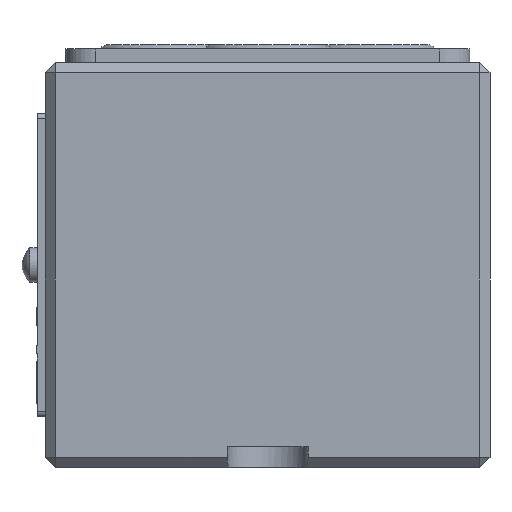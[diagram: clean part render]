
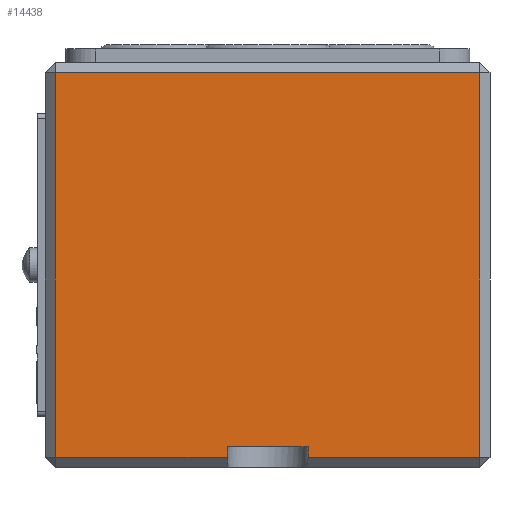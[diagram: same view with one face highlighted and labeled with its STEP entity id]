
A CAD part, left-side view. The second image highlights one B-rep face of the part: STEP entity #14438.
In plain terms, the highlighted planar face has unit normal (-1, 0, 0).
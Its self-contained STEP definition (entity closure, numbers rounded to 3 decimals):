
#7083=PLANE('',#27839);
#8010=FACE_OUTER_BOUND('',#15746,.T.);
#9010=LINE('',#33880,#11686);
#9011=LINE('',#33883,#11687);
#9012=LINE('',#33885,#11688);
#9013=LINE('',#33887,#11689);
#9014=LINE('',#33889,#11690);
#9015=LINE('',#33891,#11691);
#9016=LINE('',#33893,#11692);
#9017=LINE('',#33895,#11693);
#11686=VECTOR('',#28943,1.);
#11687=VECTOR('',#28944,1.);
#11688=VECTOR('',#28945,1.);
#11689=VECTOR('',#28946,1.);
#11690=VECTOR('',#28947,1.);
#11691=VECTOR('',#28948,1.);
#11692=VECTOR('',#28949,1.);
#11693=VECTOR('',#28950,1.);
#14438=ADVANCED_FACE('',(#8010),#7083,.T.);
#15746=EDGE_LOOP('',(#16935,#16936,#16937,#16938,#16939,#16940,#16941,#16942));
#16935=ORIENTED_EDGE('',*,*,#24798,.F.);
#16936=ORIENTED_EDGE('',*,*,#24799,.T.);
#16937=ORIENTED_EDGE('',*,*,#24800,.T.);
#16938=ORIENTED_EDGE('',*,*,#24801,.T.);
#16939=ORIENTED_EDGE('',*,*,#24802,.T.);
#16940=ORIENTED_EDGE('',*,*,#24803,.T.);
#16941=ORIENTED_EDGE('',*,*,#24804,.F.);
#16942=ORIENTED_EDGE('',*,*,#24805,.F.);
#22817=VERTEX_POINT('',#33881);
#22818=VERTEX_POINT('',#33882);
#22819=VERTEX_POINT('',#33884);
#22820=VERTEX_POINT('',#33886);
#22821=VERTEX_POINT('',#33888);
#22822=VERTEX_POINT('',#33890);
#22823=VERTEX_POINT('',#33892);
#22824=VERTEX_POINT('',#33894);
#24798=EDGE_CURVE('',#22817,#22818,#9010,.T.);
#24799=EDGE_CURVE('',#22817,#22819,#9011,.T.);
#24800=EDGE_CURVE('',#22819,#22820,#9012,.T.);
#24801=EDGE_CURVE('',#22820,#22821,#9013,.T.);
#24802=EDGE_CURVE('',#22821,#22822,#9014,.T.);
#24803=EDGE_CURVE('',#22822,#22823,#9015,.T.);
#24804=EDGE_CURVE('',#22824,#22823,#9016,.T.);
#24805=EDGE_CURVE('',#22818,#22824,#9017,.T.);
#27839=AXIS2_PLACEMENT_3D('',#33896,#28951,#28952);
#28943=DIRECTION('',(0.,0.,1.));
#28944=DIRECTION('',(0.,-1.,0.));
#28945=DIRECTION('',(0.,0.,1.));
#28946=DIRECTION('',(0.,1.,0.));
#28947=DIRECTION('',(0.,0.,-1.));
#28948=DIRECTION('',(0.,-1.,0.));
#28949=DIRECTION('',(0.,0.,-1.));
#28950=DIRECTION('',(0.,1.,0.));
#28951=DIRECTION('',(-1.,0.,0.));
#28952=DIRECTION('',(0.,0.,1.));
#33880=CARTESIAN_POINT('',(30.953,6.811,158.372));
#33881=CARTESIAN_POINT('',(30.953,6.811,159.372));
#33882=CARTESIAN_POINT('',(30.953,6.811,160.372));
#33883=CARTESIAN_POINT('',(30.953,-11.189,159.372));
#33884=CARTESIAN_POINT('',(30.953,-10.189,159.372));
#33885=CARTESIAN_POINT('',(30.953,-10.189,198.372));
#33886=CARTESIAN_POINT('',(30.953,-10.189,197.372));
#33887=CARTESIAN_POINT('',(30.953,32.811,197.372));
#33888=CARTESIAN_POINT('',(30.953,31.811,197.372));
#33889=CARTESIAN_POINT('',(30.953,31.811,198.372));
#33890=CARTESIAN_POINT('',(30.953,31.811,159.372));
#33891=CARTESIAN_POINT('',(30.953,-11.189,159.372));
#33892=CARTESIAN_POINT('',(30.953,14.811,159.372));
#33893=CARTESIAN_POINT('',(30.953,14.811,158.372));
#33894=CARTESIAN_POINT('',(30.953,14.811,160.372));
#33895=CARTESIAN_POINT('',(30.953,-11.189,160.372));
#33896=CARTESIAN_POINT('',(30.953,-11.189,198.372));
